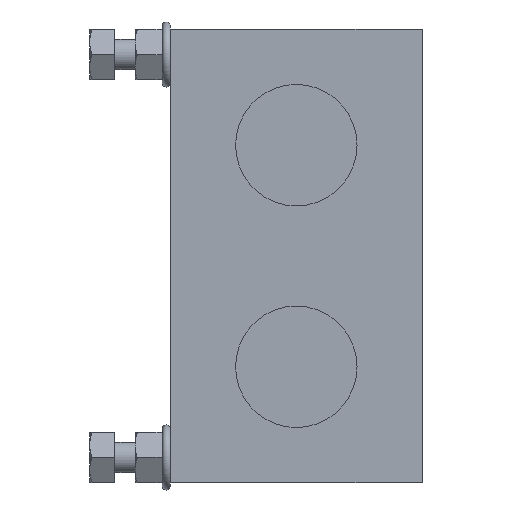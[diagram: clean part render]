
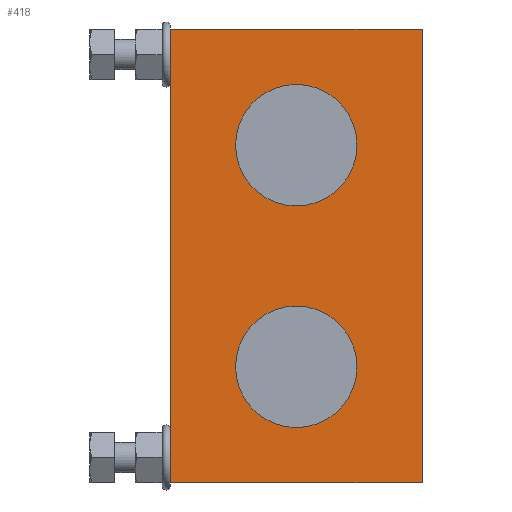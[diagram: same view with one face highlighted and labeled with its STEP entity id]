
A CAD part, left-side view. The second image highlights one B-rep face of the part: STEP entity #418.
In plain terms, the highlighted planar face has unit normal (-1, 0, 0).
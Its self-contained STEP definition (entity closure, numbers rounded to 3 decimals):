
#418 = ADVANCED_FACE( '', ( #901, #902, #903 ), #904, .T. );
#901 = FACE_BOUND( '', #1507, .T. );
#902 = FACE_BOUND( '', #1508, .T. );
#903 = FACE_OUTER_BOUND( '', #1509, .T. );
#904 = PLANE( '', #1510 );
#1507 = EDGE_LOOP( '', ( #2338 ) );
#1508 = EDGE_LOOP( '', ( #2339 ) );
#1509 = EDGE_LOOP( '', ( #2340, #2341, #2342, #2343 ) );
#1510 = AXIS2_PLACEMENT_3D( '', #2344, #2345, #2346 );
#2338 = ORIENTED_EDGE( '', *, *, #3305, .F. );
#2339 = ORIENTED_EDGE( '', *, *, #3167, .F. );
#2340 = ORIENTED_EDGE( '', *, *, #3306, .F. );
#2341 = ORIENTED_EDGE( '', *, *, #3197, .F. );
#2342 = ORIENTED_EDGE( '', *, *, #3307, .T. );
#2343 = ORIENTED_EDGE( '', *, *, #3308, .T. );
#2344 = CARTESIAN_POINT( '', ( -40., -50., -45. ) );
#2345 = DIRECTION( '', ( -1., 0., 0. ) );
#2346 = DIRECTION( '', ( 0., 0., 1. ) );
#3167 = EDGE_CURVE( '', #3662, #3662, #3663, .T. );
#3197 = EDGE_CURVE( '', #3713, #3709, #3715, .T. );
#3305 = EDGE_CURVE( '', #3884, #3884, #3885, .T. );
#3306 = EDGE_CURVE( '', #3709, #3886, #3887, .T. );
#3307 = EDGE_CURVE( '', #3713, #3888, #3889, .T. );
#3308 = EDGE_CURVE( '', #3888, #3886, #3890, .T. );
#3662 = VERTEX_POINT( '', #4367 );
#3663 = CIRCLE( '', #4368, 12.06 );
#3709 = VERTEX_POINT( '', #4449 );
#3713 = VERTEX_POINT( '', #4455 );
#3715 = LINE( '', #4458, #4459 );
#3884 = VERTEX_POINT( '', #4744 );
#3885 = CIRCLE( '', #4745, 12.06 );
#3886 = VERTEX_POINT( '', #4746 );
#3887 = LINE( '', #4747, #4748 );
#3888 = VERTEX_POINT( '', #4749 );
#3889 = LINE( '', #4750, #4751 );
#3890 = LINE( '', #4752, #4753 );
#4367 = CARTESIAN_POINT( '', ( -40., -25., -9.94 ) );
#4368 = AXIS2_PLACEMENT_3D( '', #5390, #5391, #5392 );
#4449 = CARTESIAN_POINT( '', ( -40., 0., -45. ) );
#4455 = CARTESIAN_POINT( '', ( -40., -50., -45. ) );
#4458 = CARTESIAN_POINT( '', ( -40., -50., -45. ) );
#4459 = VECTOR( '', #5425, 1000. );
#4744 = CARTESIAN_POINT( '', ( -40., -25., 34.06 ) );
#4745 = AXIS2_PLACEMENT_3D( '', #5541, #5542, #5543 );
#4746 = CARTESIAN_POINT( '', ( -40., 0., 45. ) );
#4747 = CARTESIAN_POINT( '', ( -40., 0., -45. ) );
#4748 = VECTOR( '', #5544, 1000. );
#4749 = CARTESIAN_POINT( '', ( -40., -50., 45. ) );
#4750 = CARTESIAN_POINT( '', ( -40., -50., -45. ) );
#4751 = VECTOR( '', #5545, 1000. );
#4752 = CARTESIAN_POINT( '', ( -40., -50., 45. ) );
#4753 = VECTOR( '', #5546, 1000. );
#5390 = CARTESIAN_POINT( '', ( -40., -25., -22. ) );
#5391 = DIRECTION( '', ( -1., 0., 0. ) );
#5392 = DIRECTION( '', ( 0., 0., 1. ) );
#5425 = DIRECTION( '', ( 0., 1., 0. ) );
#5541 = CARTESIAN_POINT( '', ( -40., -25., 22. ) );
#5542 = DIRECTION( '', ( -1., 0., 0. ) );
#5543 = DIRECTION( '', ( 0., 0., 1. ) );
#5544 = DIRECTION( '', ( 0., 0., 1. ) );
#5545 = DIRECTION( '', ( 0., 0., 1. ) );
#5546 = DIRECTION( '', ( 0., 1., 0. ) );
